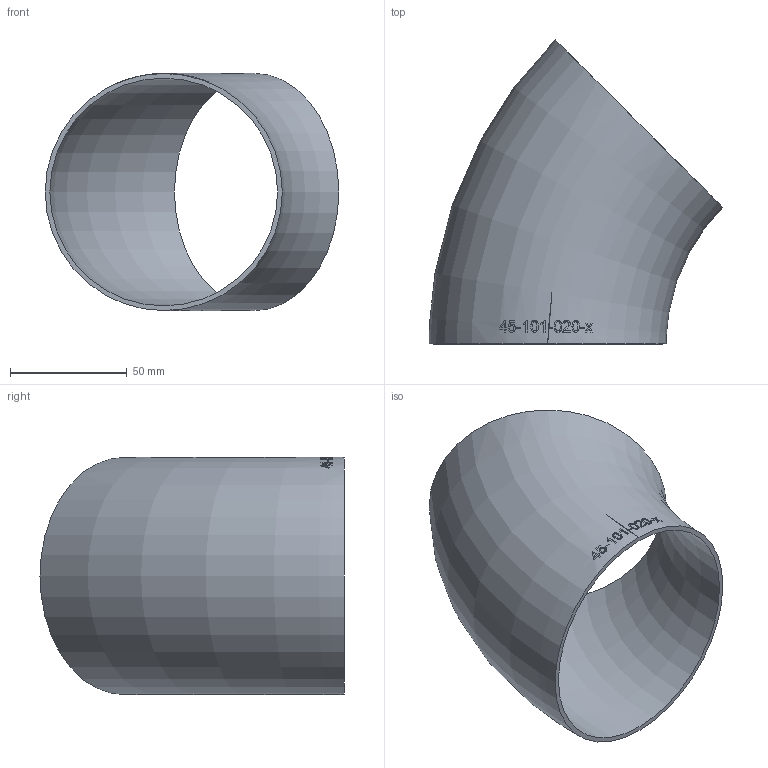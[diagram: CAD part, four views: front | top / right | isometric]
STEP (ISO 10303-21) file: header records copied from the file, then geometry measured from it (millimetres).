
FILE_DESCRIPTION (( 'STEP AP214' ), '1' );
FILE_NAME ('45-101-020-x Bogen 2004.STEP', '2020-04-16T13:02:55', ( '' ), ( '' ), 'SwSTEP 2.0', 'SolidWorks 2019', '' );
FILE_SCHEMA (( 'AUTOMOTIVE_DESIGN' ));
Length unit declared in the file: millimetre
Products named in the file (1): 45-101-020-x Bogen 2004
Bounding box: 125.82 x 130.32 x 101.6 mm (x, y, z)
Volume: 65614.1 mm3; surface area: 66874.9 mm2
Topology: 1 solids, 1 shells, 134 faces, 349 edges, 233 vertices
Faces by surface type: bspline 114, torus 18, plane 2
Entity records: 17165 total; most frequent: CARTESIAN_POINT 13474, ORIENTED_EDGE 692, EDGE_CURVE 346, B_SPLINE_CURVE_WITH_KNOTS 342, VERTEX_POINT 232, EDGE_LOOP 154, FACE_OUTER_BOUND 136, ADVANCED_FACE 134
